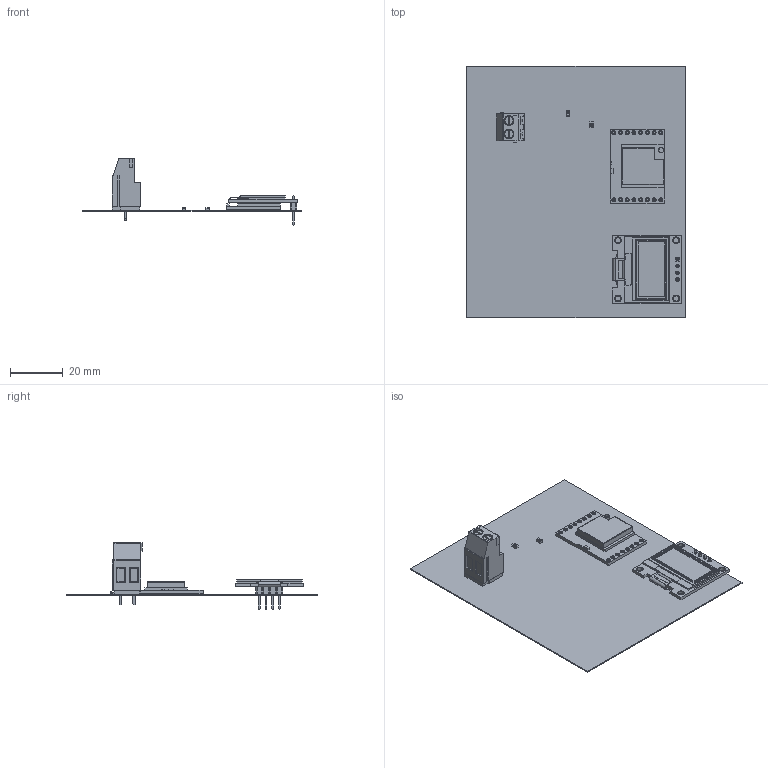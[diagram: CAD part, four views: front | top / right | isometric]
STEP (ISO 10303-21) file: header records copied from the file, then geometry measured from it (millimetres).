
FILE_DESCRIPTION(('Open CASCADE Model'),'2;1');
FILE_NAME('Open CASCADE Shape Model','2025-02-05T15:32:03',('Author'),( 'Open CASCADE'),'Open CASCADE STEP processor 6.8','Open CASCADE 6.8' ,'Unknown');
FILE_SCHEMA(('AUTOMOTIVE_DESIGN { 1 0 10303 214 1 1 1 1 }'));
Length unit declared in the file: millimetre
Products named in the file (15): PCB; Board; Open CASCADE STEP translator 6.8 1.1.1; J4; 5902900736; C2; 5902898256; C1; 5902905936; U3; 5902906896; DM-OLED096-636_Module; DM-OLED096-636_Panel; U2; lora-ra-02-ai-thinker
Assembly tree (14 placements, depth 4):
  PCB
    Board
      Open CASCADE STEP translator 6.8 1.1.1
    J4
      5902900736
    C2
      5902898256
    C1
      5902905936
    U3
      5902906896
        DM-OLED096-636_Module
        DM-OLED096-636_Panel
    U2
      lora-ra-02-ai-thinker
Bounding box: 82.45 x 95.1 x 25.14 mm (x, y, z)
Volume: 7818.9 mm3; surface area: 24463.8 mm2
Topology: 73 solids, 73 shells, 1169 faces, 2817 edges, 1805 vertices
Faces by surface type: plane 853, cylinder 268, sphere 32, torus 8, bspline 8
Entity records: 36639 total; most frequent: CARTESIAN_POINT 6441, ORIENTED_EDGE 5570, DIRECTION 5554, EDGE_CURVE 2785, LINE 2186, VECTOR 2186, VERTEX_POINT 1805, AXIS2_PLACEMENT_3D 1684
